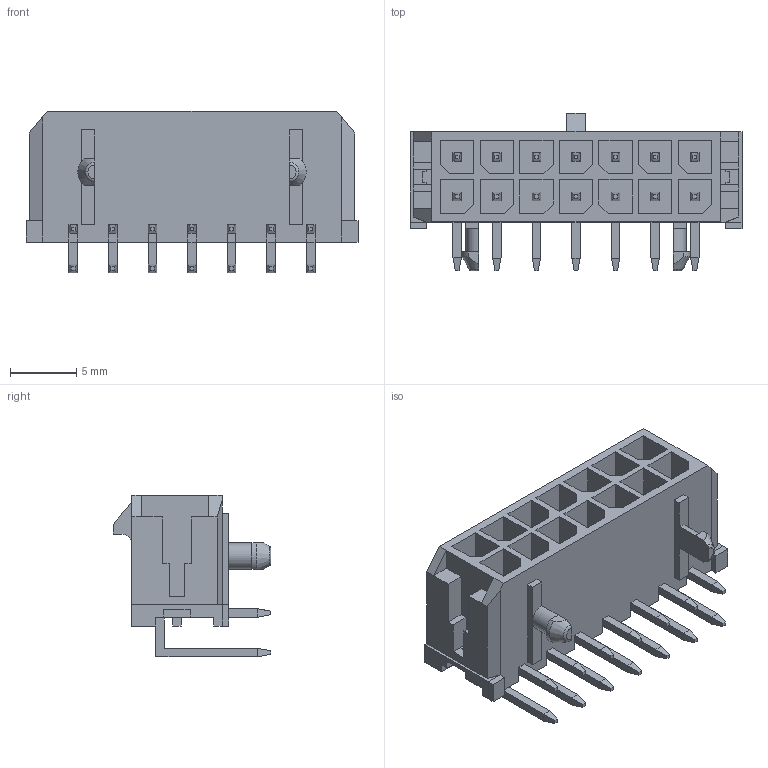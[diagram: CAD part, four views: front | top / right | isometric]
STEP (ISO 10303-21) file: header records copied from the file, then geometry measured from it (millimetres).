
FILE_DESCRIPTION(/* description */ (''),/* implementation_level */ '2;1');
FILE_NAME(/* name */ '430451400.step',/* time_stamp */ '2024-08-08T22:40:23-05:00',/* author */ (''),/* organization */ (''),/* preprocessor_version */ 'ST-DEVELOPER v20',/* originating_system */ 'Autodesk Translation Framework v13.14.0.145',/* authorisation */ '');
FILE_SCHEMA (('AUTOMOTIVE_DESIGN { 1 0 10303 214 3 1 1 }'));
Length unit declared in the file: millimetre
Products named in the file (1): (Unsaved)
Bounding box: 25.15 x 11.95 x 12.24 mm (x, y, z)
Volume: 1030.9 mm3; surface area: 2689.9 mm2
Topology: 19 solids, 19 shells, 615 faces, 1581 edges, 1006 vertices
Faces by surface type: plane 606, cylinder 5, torus 2, cone 2
Entity records: 18184 total; most frequent: CARTESIAN_POINT 3211, ORIENTED_EDGE 3162, DIRECTION 2829, EDGE_CURVE 1581, LINE 1557, VECTOR 1557, VERTEX_POINT 1006, EDGE_LOOP 645
